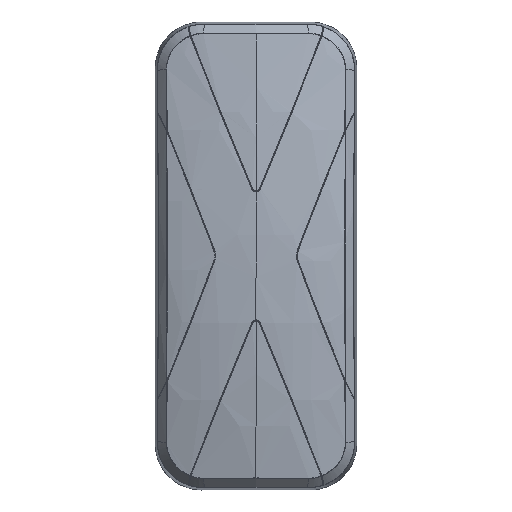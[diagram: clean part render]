
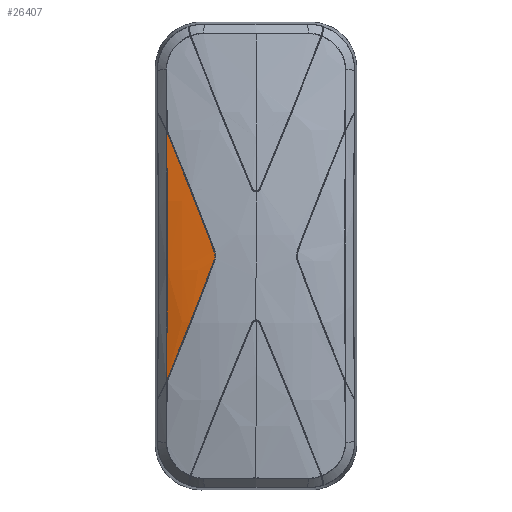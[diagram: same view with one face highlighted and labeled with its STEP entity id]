
A CAD part, top view. The second image highlights one B-rep face of the part: STEP entity #26407.
In plain terms, the highlighted toroidal (fillet/blend) face has major radius 465.589 mm and minor radius 622.923 mm.
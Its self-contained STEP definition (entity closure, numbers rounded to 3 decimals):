
#1883 = AXIS2_PLACEMENT_3D ( 'NONE', #4516, #19192, #29688 ) ;
#2380 = CARTESIAN_POINT ( 'NONE',  ( -24.803, -21.23, -23.903 ) ) ;
#3146 = VERTEX_POINT ( 'NONE', #12834 ) ;
#3462 = CARTESIAN_POINT ( 'NONE',  ( -24.719, 42.075, -22.971 ) ) ;
#3610 = CARTESIAN_POINT ( 'NONE',  ( -24.688, 30.563, -22.632 ) ) ;
#4516 = CARTESIAN_POINT ( 'NONE',  ( 16.298, 19.047, -174.43 ) ) ;
#5886 = B_SPLINE_CURVE_WITH_KNOTS ( 'NONE', 3,
 ( #40947, #26626, #30299, #37907, #27407, #16430, #23286, #12475 ),
 .UNSPECIFIED., .F., .F.,
 ( 4, 2, 2, 4 ),
 ( 0., 0.001, 0.002, 0.002 ),
 .UNSPECIFIED. ) ;
#6573 = EDGE_CURVE ( 'NONE', #19519, #19204, #22049, .T. ) ;
#6803 = CARTESIAN_POINT ( 'NONE',  ( -24.694, 4.653, -22.695 ) ) ;
#6808 = CARTESIAN_POINT ( 'NONE',  ( -24.934, -38.457, -25.353 ) ) ;
#6953 = CARTESIAN_POINT ( 'NONE',  ( -24.934, 76.551, -25.353 ) ) ;
#7112 = CARTESIAN_POINT ( 'NONE',  ( -24.694, 33.441, -22.695 ) ) ;
#7119 = CARTESIAN_POINT ( 'NONE',  ( -3.116, 21.268, -18.302 ) ) ;
#7282 = CARTESIAN_POINT ( 'NONE',  ( -24.679, 21.926, -22.526 ) ) ;
#7288 = CARTESIAN_POINT ( 'NONE',  ( -2.742, 19.802, -18.253 ) ) ;
#10132 = CARTESIAN_POINT ( 'NONE',  ( -17.525, -20.22, -21.926 ) ) ;
#10617 = CARTESIAN_POINT ( 'NONE',  ( -24.719, -3.981, -22.971 ) ) ;
#10776 = CARTESIAN_POINT ( 'NONE',  ( -24.803, 59.324, -23.903 ) ) ;
#10914 = B_SPLINE_CURVE_WITH_KNOTS ( 'NONE', 3,
 ( #29396, #36678, #40365, #43957, #18894, #29867 ),
 .UNSPECIFIED., .F., .F.,
 ( 4, 2, 4 ),
 ( 0., 0.03, 0.06 ),
 .UNSPECIFIED. ) ;
#11523 = EDGE_CURVE ( 'NONE', #43761, #3146, #43891, .T. ) ;
#12186 = VERTEX_POINT ( 'NONE', #25123 ) ;
#12475 = CARTESIAN_POINT ( 'NONE',  ( -2.707, 19.047, -18.248 ) ) ;
#12834 = CARTESIAN_POINT ( 'NONE',  ( -3.116, 21.268, -18.302 ) ) ;
#13500 = CARTESIAN_POINT ( 'NONE',  ( -24.9, -34.626, -24.984 ) ) ;
#13601 = ORIENTED_EDGE ( 'NONE', *, *, #11523, .T. ) ;
#13970 = CARTESIAN_POINT ( 'NONE',  ( -24.755, 50.703, -23.373 ) ) ;
#14292 = CARTESIAN_POINT ( 'NONE',  ( -24.688, 7.531, -22.632 ) ) ;
#16430 = CARTESIAN_POINT ( 'NONE',  ( -2.716, 18.666, -18.249 ) ) ;
#17157 = CARTESIAN_POINT ( 'NONE',  ( -24.862, -29.842, -24.56 ) ) ;
#17312 = CARTESIAN_POINT ( 'NONE',  ( -21.205, -29.373, -23.448 ) ) ;
#17486 = CARTESIAN_POINT ( 'NONE',  ( -24.934, -38.457, -25.353 ) ) ;
#17807 = CARTESIAN_POINT ( 'NONE',  ( -24.841, 65.066, -24.327 ) ) ;
#17816 = CARTESIAN_POINT ( 'NONE',  ( -2.878, 20.543, -18.271 ) ) ;
#17967 = CARTESIAN_POINT ( 'NONE',  ( -24.742, -9.733, -23.225 ) ) ;
#18129 = CARTESIAN_POINT ( 'NONE',  ( -24.681, 24.805, -22.547 ) ) ;
#18514 = B_SPLINE_CURVE_WITH_KNOTS ( 'NONE', 3,
 ( #42901, #43058, #31947, #10132, #17312, #35926 ),
 .UNSPECIFIED., .F., .F.,
 ( 4, 2, 4 ),
 ( 0., 0.03, 0.06 ),
 .UNSPECIFIED. ) ;
#18894 = CARTESIAN_POINT ( 'NONE',  ( -6.664, 30.606, -18.777 ) ) ;
#19192 = DIRECTION ( 'NONE',  ( 0., -1., 0. ) ) ;
#19204 = VERTEX_POINT ( 'NONE', #29547 ) ;
#19519 = VERTEX_POINT ( 'NONE', #6808 ) ;
#20542 = TOROIDAL_SURFACE ( 'NONE', #1883, -465.59, 622.924 ) ;
#21604 = CARTESIAN_POINT ( 'NONE',  ( -2.707, 19.047, -18.248 ) ) ;
#22049 = B_SPLINE_CURVE_WITH_KNOTS ( 'NONE', 3,
 ( #17486, #35316, #13500, #17157, #28139, #2380, #46367, #39599, #17967, #10617, #28613, #6803, #14292, #46684, #24942, #7282, #18129, #3610, #7112, #28935, #3462, #25264, #13970, #43375, #10776, #17807, #32435, #40069, #29092, #6953 ),
 .UNSPECIFIED., .F., .F.,
 ( 4, 2, 2, 2, 2, 2, 2, 2, 2, 2, 2, 2, 2, 2, 4 ),
 ( 0., 0.05, 0.125, 0.2, 0.275, 0.35, 0.425, 0.5, 0.575, 0.65, 0.725, 0.8, 0.875, 0.95, 1. ),
 .UNSPECIFIED. ) ;
#23077 = ORIENTED_EDGE ( 'NONE', *, *, #6573, .F. ) ;
#23286 = CARTESIAN_POINT ( 'NONE',  ( -2.707, 18.857, -18.248 ) ) ;
#24942 = CARTESIAN_POINT ( 'NONE',  ( -24.679, 16.168, -22.526 ) ) ;
#25036 = EDGE_CURVE ( 'NONE', #12186, #43761, #5886, .T. ) ;
#25123 = CARTESIAN_POINT ( 'NONE',  ( -3.116, 16.826, -18.302 ) ) ;
#25264 = CARTESIAN_POINT ( 'NONE',  ( -24.742, 47.827, -23.225 ) ) ;
#26407 = ADVANCED_FACE ( 'NONE', ( #33058 ), #20542, .T. ) ;
#26527 = ORIENTED_EDGE ( 'NONE', *, *, #31480, .F. ) ;
#26626 = CARTESIAN_POINT ( 'NONE',  ( -2.98, 17.183, -18.284 ) ) ;
#27181 = ORIENTED_EDGE ( 'NONE', *, *, #39201, .F. ) ;
#27407 = CARTESIAN_POINT ( 'NONE',  ( -2.751, 18.289, -18.254 ) ) ;
#28139 = CARTESIAN_POINT ( 'NONE',  ( -24.841, -26.972, -24.327 ) ) ;
#28613 = CARTESIAN_POINT ( 'NONE',  ( -24.709, -1.103, -22.865 ) ) ;
#28935 = CARTESIAN_POINT ( 'NONE',  ( -24.709, 39.197, -22.865 ) ) ;
#29092 = CARTESIAN_POINT ( 'NONE',  ( -24.916, 74.636, -25.164 ) ) ;
#29396 = CARTESIAN_POINT ( 'NONE',  ( -24.934, 76.551, -25.353 ) ) ;
#29547 = CARTESIAN_POINT ( 'NONE',  ( -24.934, 76.551, -25.353 ) ) ;
#29688 = DIRECTION ( 'NONE',  ( 0., 0., 1. ) ) ;
#29867 = CARTESIAN_POINT ( 'NONE',  ( -3.116, 21.268, -18.302 ) ) ;
#30299 = CARTESIAN_POINT ( 'NONE',  ( -2.879, 17.546, -18.271 ) ) ;
#31480 = EDGE_CURVE ( 'NONE', #19204, #3146, #10914, .T. ) ;
#31947 = CARTESIAN_POINT ( 'NONE',  ( -10.254, -1.79, -19.591 ) ) ;
#32279 = CARTESIAN_POINT ( 'NONE',  ( -2.98, 20.911, -18.284 ) ) ;
#32435 = CARTESIAN_POINT ( 'NONE',  ( -24.862, 67.936, -24.56 ) ) ;
#33058 = FACE_OUTER_BOUND ( 'NONE', #34689, .T. ) ;
#34689 = EDGE_LOOP ( 'NONE', ( #39801, #13601, #26527, #23077, #27181 ) ) ;
#35316 = CARTESIAN_POINT ( 'NONE',  ( -24.916, -36.542, -25.164 ) ) ;
#35926 = CARTESIAN_POINT ( 'NONE',  ( -24.934, -38.457, -25.353 ) ) ;
#36678 = CARTESIAN_POINT ( 'NONE',  ( -21.205, 67.467, -23.448 ) ) ;
#37907 = CARTESIAN_POINT ( 'NONE',  ( -2.777, 18.102, -18.257 ) ) ;
#39201 = EDGE_CURVE ( 'NONE', #12186, #19519, #18514, .T. ) ;
#39599 = CARTESIAN_POINT ( 'NONE',  ( -24.755, -12.609, -23.373 ) ) ;
#39606 = CARTESIAN_POINT ( 'NONE',  ( -2.707, 19.427, -18.248 ) ) ;
#39801 = ORIENTED_EDGE ( 'NONE', *, *, #25036, .T. ) ;
#40069 = CARTESIAN_POINT ( 'NONE',  ( -24.9, 72.72, -24.984 ) ) ;
#40365 = CARTESIAN_POINT ( 'NONE',  ( -17.525, 58.314, -21.926 ) ) ;
#40947 = CARTESIAN_POINT ( 'NONE',  ( -3.116, 16.826, -18.302 ) ) ;
#42901 = CARTESIAN_POINT ( 'NONE',  ( -3.116, 16.826, -18.302 ) ) ;
#43058 = CARTESIAN_POINT ( 'NONE',  ( -6.664, 7.488, -18.777 ) ) ;
#43375 = CARTESIAN_POINT ( 'NONE',  ( -24.786, 56.451, -23.712 ) ) ;
#43689 = CARTESIAN_POINT ( 'NONE',  ( -2.707, 19.047, -18.248 ) ) ;
#43761 = VERTEX_POINT ( 'NONE', #21604 ) ;
#43891 = B_SPLINE_CURVE_WITH_KNOTS ( 'NONE', 3,
 ( #43689, #39606, #7288, #17816, #32279, #7119 ),
 .UNSPECIFIED., .F., .F.,
 ( 4, 2, 4 ),
 ( 0.002, 0.003, 0.005 ),
 .UNSPECIFIED. ) ;
#43957 = CARTESIAN_POINT ( 'NONE',  ( -10.254, 39.884, -19.591 ) ) ;
#46367 = CARTESIAN_POINT ( 'NONE',  ( -24.786, -18.357, -23.712 ) ) ;
#46684 = CARTESIAN_POINT ( 'NONE',  ( -24.681, 13.289, -22.547 ) ) ;
